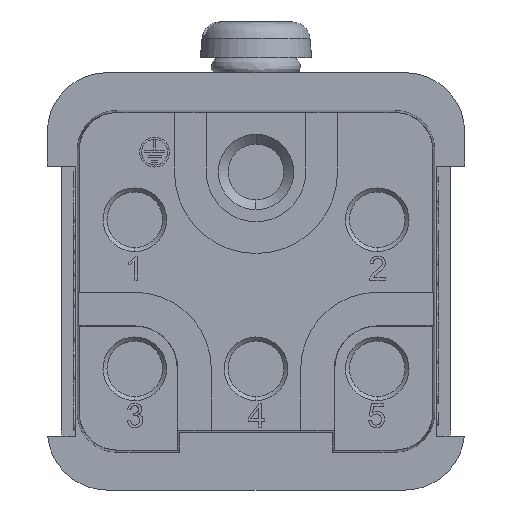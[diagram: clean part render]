
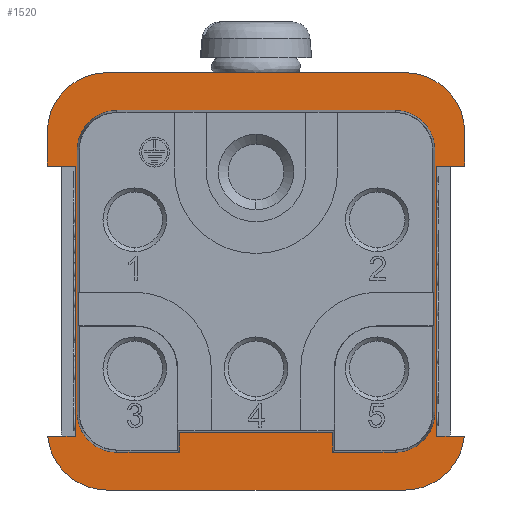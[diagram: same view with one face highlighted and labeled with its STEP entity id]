
A CAD part, front view. The second image highlights one B-rep face of the part: STEP entity #1520.
In plain terms, the highlighted planar face has unit normal (0, -1, 0).
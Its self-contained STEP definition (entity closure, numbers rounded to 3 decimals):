
#777=FACE_BOUND('',#3173,.T.);
#778=FACE_BOUND('',#3174,.T.);
#962=PLANE('',#14706);
#1520=ADVANCED_FACE('F491',(#777,#778),#962,.T.);
#3173=EDGE_LOOP('',(#7540,#7541,#7542,#7543,#7544,#7545,#7546,#7547,#7548,
#7549,#7550,#7551,#7552,#7553));
#3174=EDGE_LOOP('',(#7554,#7555,#7556,#7557,#7558,#7559,#7560,#7561,#7562,
#7563,#7564,#7565));
#4148=LINE('',#18832,#5613);
#4265=LINE('',#19530,#5730);
#4271=LINE('',#19548,#5736);
#4272=LINE('',#19550,#5737);
#4273=LINE('',#19554,#5738);
#4274=LINE('',#19558,#5739);
#4275=LINE('',#19560,#5740);
#4276=LINE('',#19562,#5741);
#4277=LINE('',#19564,#5742);
#4278=LINE('',#19568,#5743);
#4279=LINE('',#19572,#5744);
#4280=LINE('',#19574,#5745);
#4281=LINE('',#19576,#5746);
#4282=LINE('',#19578,#5747);
#4283=LINE('',#19580,#5748);
#4284=LINE('',#19584,#5749);
#4285=LINE('',#19588,#5750);
#4286=LINE('',#19592,#5751);
#5613=VECTOR('',#15802,1.);
#5730=VECTOR('',#15925,1.);
#5736=VECTOR('',#15943,1.);
#5737=VECTOR('',#15944,1.);
#5738=VECTOR('',#15947,1.);
#5739=VECTOR('',#15950,1.);
#5740=VECTOR('',#15951,1.);
#5741=VECTOR('',#15952,1.);
#5742=VECTOR('',#15953,1.);
#5743=VECTOR('',#15956,1.);
#5744=VECTOR('',#15959,1.);
#5745=VECTOR('',#15960,1.);
#5746=VECTOR('',#15961,1.);
#5747=VECTOR('',#15962,1.);
#5748=VECTOR('',#15963,1.);
#5749=VECTOR('',#15966,1.);
#5750=VECTOR('',#15969,1.);
#5751=VECTOR('',#15972,1.);
#7540=ORIENTED_EDGE('',*,*,#12748,.T.);
#7541=ORIENTED_EDGE('',*,*,#12588,.F.);
#7542=ORIENTED_EDGE('',*,*,#12757,.T.);
#7543=ORIENTED_EDGE('',*,*,#12758,.F.);
#7544=ORIENTED_EDGE('',*,*,#12759,.F.);
#7545=ORIENTED_EDGE('',*,*,#12760,.F.);
#7546=ORIENTED_EDGE('',*,*,#12761,.F.);
#7547=ORIENTED_EDGE('',*,*,#12762,.F.);
#7548=ORIENTED_EDGE('',*,*,#12763,.T.);
#7549=ORIENTED_EDGE('',*,*,#12764,.T.);
#7550=ORIENTED_EDGE('',*,*,#12765,.T.);
#7551=ORIENTED_EDGE('',*,*,#12766,.F.);
#7552=ORIENTED_EDGE('',*,*,#12767,.F.);
#7553=ORIENTED_EDGE('',*,*,#12755,.F.);
#7554=ORIENTED_EDGE('',*,*,#12768,.T.);
#7555=ORIENTED_EDGE('',*,*,#12769,.T.);
#7556=ORIENTED_EDGE('',*,*,#12770,.T.);
#7557=ORIENTED_EDGE('',*,*,#12771,.T.);
#7558=ORIENTED_EDGE('',*,*,#12772,.T.);
#7559=ORIENTED_EDGE('',*,*,#12773,.T.);
#7560=ORIENTED_EDGE('',*,*,#12774,.T.);
#7561=ORIENTED_EDGE('',*,*,#12775,.T.);
#7562=ORIENTED_EDGE('',*,*,#12776,.T.);
#7563=ORIENTED_EDGE('',*,*,#12777,.T.);
#7564=ORIENTED_EDGE('',*,*,#12778,.T.);
#7565=ORIENTED_EDGE('',*,*,#12779,.T.);
#11153=VERTEX_POINT('',#18831);
#11154=VERTEX_POINT('',#18833);
#11313=VERTEX_POINT('',#19531);
#11318=VERTEX_POINT('',#19545);
#11319=VERTEX_POINT('',#19549);
#11320=VERTEX_POINT('',#19551);
#11321=VERTEX_POINT('',#19553);
#11322=VERTEX_POINT('',#19555);
#11323=VERTEX_POINT('',#19557);
#11324=VERTEX_POINT('',#19559);
#11325=VERTEX_POINT('',#19561);
#11326=VERTEX_POINT('',#19563);
#11327=VERTEX_POINT('',#19565);
#11328=VERTEX_POINT('',#19567);
#11329=VERTEX_POINT('',#19570);
#11330=VERTEX_POINT('',#19571);
#11331=VERTEX_POINT('',#19573);
#11332=VERTEX_POINT('',#19575);
#11333=VERTEX_POINT('',#19577);
#11334=VERTEX_POINT('',#19579);
#11335=VERTEX_POINT('',#19581);
#11336=VERTEX_POINT('',#19583);
#11337=VERTEX_POINT('',#19585);
#11338=VERTEX_POINT('',#19587);
#11339=VERTEX_POINT('',#19589);
#11340=VERTEX_POINT('',#19591);
#12588=EDGE_CURVE('E2181',#11153,#11154,#4148,.T.);
#12748=EDGE_CURVE('E3144',#11313,#11154,#4265,.T.);
#12755=EDGE_CURVE('E2994',#11313,#11318,#14439,.T.);
#12757=EDGE_CURVE('E3065',#11153,#11319,#4271,.T.);
#12758=EDGE_CURVE('E3000',#11320,#11319,#4272,.T.);
#12759=EDGE_CURVE('E3001',#11321,#11320,#14440,.T.);
#12760=EDGE_CURVE('E2975',#11322,#11321,#4273,.T.);
#12761=EDGE_CURVE('E2977',#11323,#11322,#14441,.T.);
#12762=EDGE_CURVE('E2982',#11324,#11323,#4274,.T.);
#12763=EDGE_CURVE('E3120',#11324,#11325,#4275,.T.);
#12764=EDGE_CURVE('E2347',#11325,#11326,#4276,.T.);
#12765=EDGE_CURVE('E3126',#11326,#11327,#4277,.T.);
#12766=EDGE_CURVE('E2988',#11328,#11327,#14442,.T.);
#12767=EDGE_CURVE('E2989',#11318,#11328,#4278,.T.);
#12768=EDGE_CURVE('E3050',#11329,#11330,#14443,.T.);
#12769=EDGE_CURVE('E3051',#11330,#11331,#4279,.T.);
#12770=EDGE_CURVE('E3079',#11331,#11332,#4280,.T.);
#12771=EDGE_CURVE('E3080',#11332,#11333,#4281,.T.);
#12772=EDGE_CURVE('E3081',#11333,#11334,#4282,.T.);
#12773=EDGE_CURVE('E3015',#11334,#11335,#4283,.T.);
#12774=EDGE_CURVE('E3022',#11335,#11336,#14444,.T.);
#12775=EDGE_CURVE('E3027',#11336,#11337,#4284,.T.);
#12776=EDGE_CURVE('E3034',#11337,#11338,#14445,.T.);
#12777=EDGE_CURVE('E2661',#11338,#11339,#4285,.T.);
#12778=EDGE_CURVE('E3038',#11339,#11340,#14446,.T.);
#12779=EDGE_CURVE('E3043',#11340,#11329,#4286,.T.);
#14439=CIRCLE('',#14697,3.);
#14440=CIRCLE('',#14699,3.);
#14441=CIRCLE('',#14700,3.);
#14442=CIRCLE('',#14701,3.);
#14443=CIRCLE('',#14702,2.);
#14444=CIRCLE('',#14703,2.);
#14445=CIRCLE('',#14704,2.);
#14446=CIRCLE('',#14705,2.);
#14697=AXIS2_PLACEMENT_3D('',#19544,#15938,#15939);
#14699=AXIS2_PLACEMENT_3D('',#19552,#15945,#15946);
#14700=AXIS2_PLACEMENT_3D('',#19556,#15948,#15949);
#14701=AXIS2_PLACEMENT_3D('',#19566,#15954,#15955);
#14702=AXIS2_PLACEMENT_3D('',#19569,#15957,#15958);
#14703=AXIS2_PLACEMENT_3D('',#19582,#15964,#15965);
#14704=AXIS2_PLACEMENT_3D('',#19586,#15967,#15968);
#14705=AXIS2_PLACEMENT_3D('',#19590,#15970,#15971);
#14706=AXIS2_PLACEMENT_3D('',#19593,#15973,#15974);
#15802=DIRECTION('',(0.,0.,-1.));
#15925=DIRECTION('',(-1.,0.,0.));
#15938=DIRECTION('',(0.,1.,0.));
#15939=DIRECTION('',(0.,0.,1.));
#15943=DIRECTION('',(1.,0.,0.));
#15944=DIRECTION('',(0.,0.,-1.));
#15945=DIRECTION('',(0.,1.,0.));
#15946=DIRECTION('',(0.,0.,1.));
#15947=DIRECTION('',(1.,0.,0.));
#15948=DIRECTION('',(0.,1.,0.));
#15949=DIRECTION('',(0.,0.,1.));
#15950=DIRECTION('',(0.,0.,1.));
#15951=DIRECTION('',(1.,0.,0.));
#15952=DIRECTION('',(0.,0.,-1.));
#15953=DIRECTION('',(-1.,0.,0.));
#15954=DIRECTION('',(0.,1.,0.));
#15955=DIRECTION('',(0.,0.,1.));
#15956=DIRECTION('',(-1.,0.,0.));
#15957=DIRECTION('',(0.,1.,0.));
#15958=DIRECTION('',(-1.,0.,0.));
#15959=DIRECTION('',(-1.,0.,0.));
#15960=DIRECTION('',(0.,0.,1.));
#15961=DIRECTION('',(-1.,0.,0.));
#15962=DIRECTION('',(0.,0.,-1.));
#15963=DIRECTION('',(-1.,0.,0.));
#15964=DIRECTION('',(0.,1.,0.));
#15965=DIRECTION('',(0.,0.,1.));
#15966=DIRECTION('',(0.,0.,1.));
#15967=DIRECTION('',(0.,1.,0.));
#15968=DIRECTION('',(0.,0.,1.));
#15969=DIRECTION('',(1.,0.,0.));
#15970=DIRECTION('',(0.,1.,0.));
#15971=DIRECTION('',(0.,0.,1.));
#15972=DIRECTION('',(0.,0.,-1.));
#15973=DIRECTION('',(0.,-1.,0.));
#15974=DIRECTION('',(0.,0.,1.));
#18831=CARTESIAN_POINT('',(11.931,-9.757,9.795));
#18832=CARTESIAN_POINT('',(11.931,-9.757,2.995));
#18833=CARTESIAN_POINT('',(11.931,-9.757,-3.805));
#19530=CARTESIAN_POINT('',(12.624,-9.757,-3.805));
#19531=CARTESIAN_POINT('',(13.316,-9.757,-3.805));
#19544=CARTESIAN_POINT('',(10.331,-9.757,-3.505));
#19545=CARTESIAN_POINT('',(10.331,-9.757,-6.505));
#19548=CARTESIAN_POINT('',(12.631,-9.757,9.795));
#19549=CARTESIAN_POINT('',(13.331,-9.757,9.795));
#19550=CARTESIAN_POINT('',(13.331,-9.757,10.645));
#19551=CARTESIAN_POINT('',(13.331,-9.757,11.495));
#19552=CARTESIAN_POINT('',(10.331,-9.757,11.495));
#19553=CARTESIAN_POINT('',(10.331,-9.757,14.495));
#19554=CARTESIAN_POINT('',(2.831,-9.757,14.495));
#19555=CARTESIAN_POINT('',(-4.669,-9.757,14.495));
#19556=CARTESIAN_POINT('',(-4.669,-9.757,11.495));
#19557=CARTESIAN_POINT('',(-7.669,-9.757,11.495));
#19558=CARTESIAN_POINT('',(-7.669,-9.757,10.645));
#19559=CARTESIAN_POINT('',(-7.669,-9.757,9.795));
#19560=CARTESIAN_POINT('',(-6.969,-9.757,9.795));
#19561=CARTESIAN_POINT('',(-6.269,-9.757,9.795));
#19562=CARTESIAN_POINT('',(-6.269,-9.757,2.995));
#19563=CARTESIAN_POINT('',(-6.269,-9.757,-3.805));
#19564=CARTESIAN_POINT('',(-6.961,-9.757,-3.805));
#19565=CARTESIAN_POINT('',(-7.654,-9.757,-3.805));
#19566=CARTESIAN_POINT('',(-4.669,-9.757,-3.505));
#19567=CARTESIAN_POINT('',(-4.669,-9.757,-6.505));
#19568=CARTESIAN_POINT('',(2.831,-9.757,-6.505));
#19569=CARTESIAN_POINT('',(9.831,-9.757,-2.605));
#19570=CARTESIAN_POINT('',(11.831,-9.757,-2.605));
#19571=CARTESIAN_POINT('',(9.831,-9.757,-4.605));
#19572=CARTESIAN_POINT('',(8.256,-9.757,-4.605));
#19573=CARTESIAN_POINT('',(6.681,-9.757,-4.605));
#19574=CARTESIAN_POINT('',(6.681,-9.757,-4.105));
#19575=CARTESIAN_POINT('',(6.681,-9.757,-3.605));
#19576=CARTESIAN_POINT('',(2.831,-9.757,-3.605));
#19577=CARTESIAN_POINT('',(-1.019,-9.757,-3.605));
#19578=CARTESIAN_POINT('',(-1.019,-9.757,-4.105));
#19579=CARTESIAN_POINT('',(-1.019,-9.757,-4.605));
#19580=CARTESIAN_POINT('',(-2.594,-9.757,-4.605));
#19581=CARTESIAN_POINT('',(-4.169,-9.757,-4.605));
#19582=CARTESIAN_POINT('',(-4.169,-9.757,-2.605));
#19583=CARTESIAN_POINT('',(-6.169,-9.757,-2.605));
#19584=CARTESIAN_POINT('',(-6.169,-9.757,3.995));
#19585=CARTESIAN_POINT('',(-6.169,-9.757,10.595));
#19586=CARTESIAN_POINT('',(-4.169,-9.757,10.595));
#19587=CARTESIAN_POINT('',(-4.169,-9.757,12.595));
#19588=CARTESIAN_POINT('',(2.831,-9.757,12.595));
#19589=CARTESIAN_POINT('',(9.831,-9.757,12.595));
#19590=CARTESIAN_POINT('',(9.831,-9.757,10.595));
#19591=CARTESIAN_POINT('',(11.831,-9.757,10.595));
#19592=CARTESIAN_POINT('',(11.831,-9.757,3.995));
#19593=CARTESIAN_POINT('',(-7.669,-9.757,14.495));
